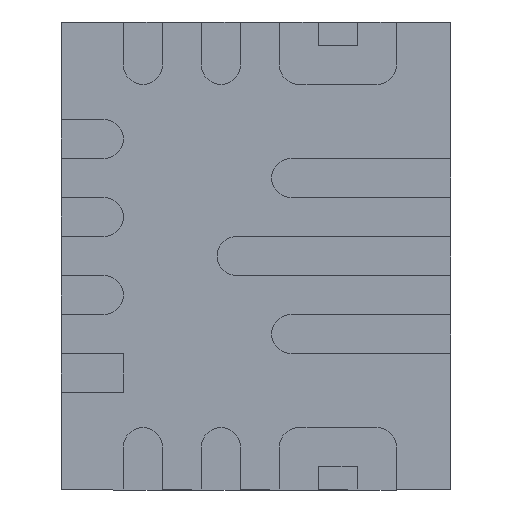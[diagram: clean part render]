
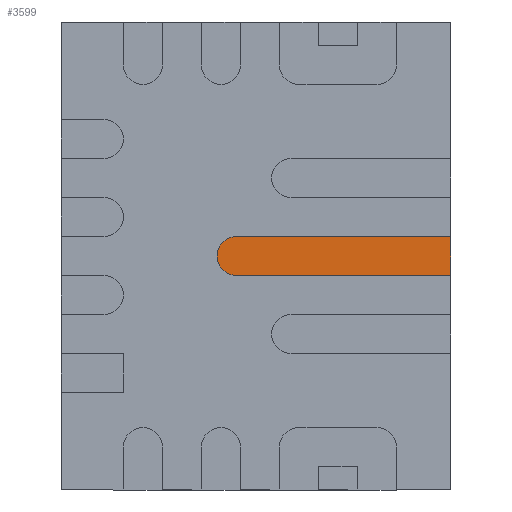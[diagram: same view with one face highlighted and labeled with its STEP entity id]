
A CAD part, front view. The second image highlights one B-rep face of the part: STEP entity #3599.
In plain terms, the highlighted planar face has unit normal (0, -1, 0).
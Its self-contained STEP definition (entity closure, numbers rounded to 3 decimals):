
#274 = FACE_OUTER_BOUND ( 'NONE', #2194, .T. ) ;
#451 = DIRECTION ( 'NONE',  ( 0., 0., -1. ) ) ;
#480 = CARTESIAN_POINT ( 'NONE',  ( -0.125, 0., 0.125 ) ) ;
#676 = LINE ( 'NONE', #3283, #3329 ) ;
#917 = ORIENTED_EDGE ( 'NONE', *, *, #4716, .T. ) ;
#1115 = AXIS2_PLACEMENT_3D ( 'NONE', #4420, #5877, #451 ) ;
#1189 = CARTESIAN_POINT ( 'NONE',  ( 1.25, 0., -0.125 ) ) ;
#1436 = DIRECTION ( 'NONE',  ( 0., -1., 0. ) ) ;
#1481 = CARTESIAN_POINT ( 'NONE',  ( -0.125, 0., 0. ) ) ;
#1592 = ORIENTED_EDGE ( 'NONE', *, *, #2967, .T. ) ;
#1614 = LINE ( 'NONE', #5153, #3061 ) ;
#1705 = ORIENTED_EDGE ( 'NONE', *, *, #4634, .T. ) ;
#1788 = CARTESIAN_POINT ( 'NONE',  ( 1.25, 0., -0.125 ) ) ;
#1883 = VERTEX_POINT ( 'NONE', #1189 ) ;
#2194 = EDGE_LOOP ( 'NONE', ( #5623, #917, #1705, #1592 ) ) ;
#2199 = DIRECTION ( 'NONE',  ( 0., 0., 1. ) ) ;
#2342 = VERTEX_POINT ( 'NONE', #3586 ) ;
#2456 = DIRECTION ( 'NONE',  ( 0., 0., -1. ) ) ;
#2809 = DIRECTION ( 'NONE',  ( 1., 0., 0. ) ) ;
#2967 = EDGE_CURVE ( 'NONE', #2342, #5059, #676, .T. ) ;
#3061 = VECTOR ( 'NONE', #2199, 1000. ) ;
#3283 = CARTESIAN_POINT ( 'NONE',  ( 1.25, 0., 0.125 ) ) ;
#3329 = VECTOR ( 'NONE', #3808, 1000. ) ;
#3435 = PLANE ( 'NONE',  #4262 ) ;
#3440 = VERTEX_POINT ( 'NONE', #4640 ) ;
#3550 = CIRCLE ( 'NONE', #1115, 0.125 ) ;
#3586 = CARTESIAN_POINT ( 'NONE',  ( 1.25, 0., 0.125 ) ) ;
#3599 = ADVANCED_FACE ( 'NONE', ( #274 ), #3435, .T. ) ;
#3628 = LINE ( 'NONE', #1788, #5470 ) ;
#3808 = DIRECTION ( 'NONE',  ( -1., 0., 0. ) ) ;
#4262 = AXIS2_PLACEMENT_3D ( 'NONE', #1481, #1436, #2456 ) ;
#4420 = CARTESIAN_POINT ( 'NONE',  ( -0.125, 0., 0. ) ) ;
#4634 = EDGE_CURVE ( 'NONE', #1883, #2342, #1614, .T. ) ;
#4640 = CARTESIAN_POINT ( 'NONE',  ( -0.125, 0., -0.125 ) ) ;
#4716 = EDGE_CURVE ( 'NONE', #3440, #1883, #3628, .T. ) ;
#5059 = VERTEX_POINT ( 'NONE', #480 ) ;
#5153 = CARTESIAN_POINT ( 'NONE',  ( 1.25, 0., 0.125 ) ) ;
#5470 = VECTOR ( 'NONE', #2809, 1000. ) ;
#5623 = ORIENTED_EDGE ( 'NONE', *, *, #6065, .T. ) ;
#5877 = DIRECTION ( 'NONE',  ( 0., -1., 0. ) ) ;
#6065 = EDGE_CURVE ( 'NONE', #5059, #3440, #3550, .T. ) ;
